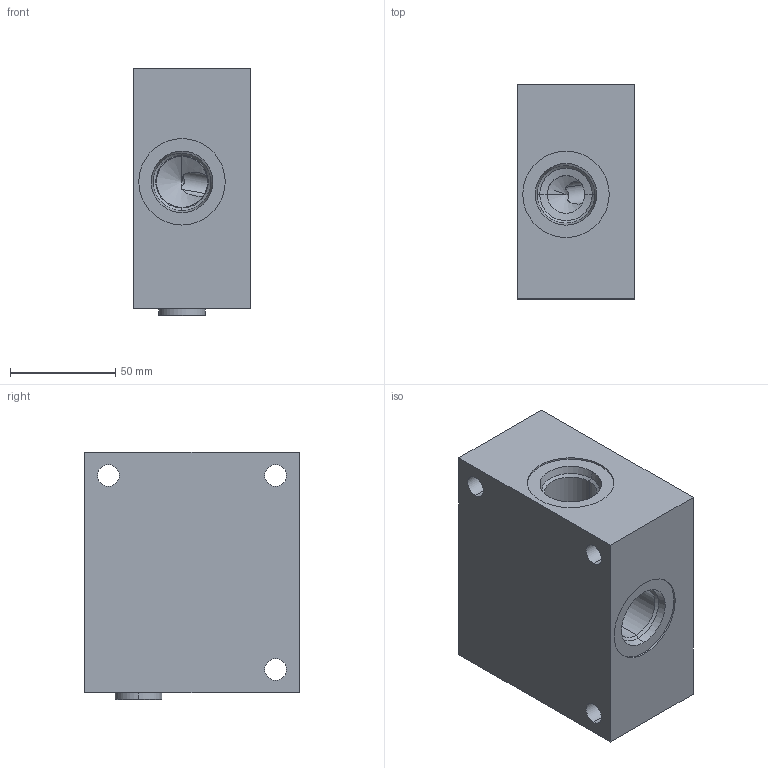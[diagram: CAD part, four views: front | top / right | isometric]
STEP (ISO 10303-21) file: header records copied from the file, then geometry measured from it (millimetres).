
FILE_DESCRIPTION((''),'2;1');
FILE_NAME('X7Z_ASM','2019-07-29T',('ProEService'),(''),'PRO/ENGINEER BY PARAMETRIC TECHNOLOGY CORPORATION, 2014200','PRO/ENGINEER BY PARAMETRIC TECHNOLOGY CORPORATION, 2014200','');
FILE_SCHEMA(('CONFIG_CONTROL_DESIGN'));
Length unit declared in the file: inch
Products named in the file (3): 157-963-002; A330-006-008; X7Z_ASM
Assembly tree (2 placements, depth 2):
  X7Z_ASM
    157-963-002
    A330-006-008
Bounding box: 55.58 x 101.6 x 117.63 mm (x, y, z)
Volume: 516598.1 mm3; surface area: 74070.9 mm2
Topology: 2 solids, 3 shells, 183 faces, 688 edges, 629 vertices
Faces by surface type: cylinder 74, cone 74, plane 29, torus 6
Entity records: 8261 total; most frequent: CARTESIAN_POINT 2587, DIRECTION 1210, ORIENTED_EDGE 908, EDGE_CURVE 454, AXIS2_PLACEMENT_3D 404, VECTOR 402, LINE 402, VERTEX_POINT 288
